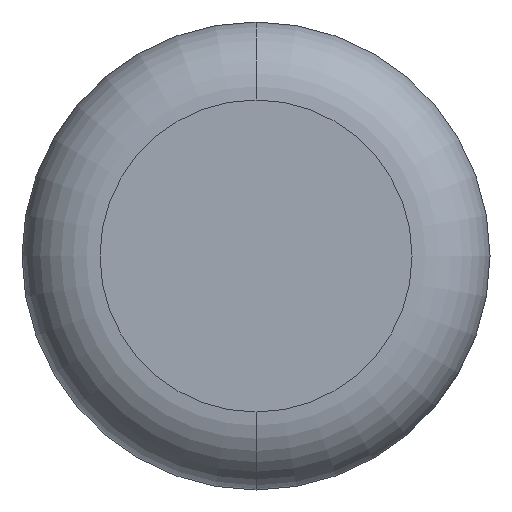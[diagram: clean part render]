
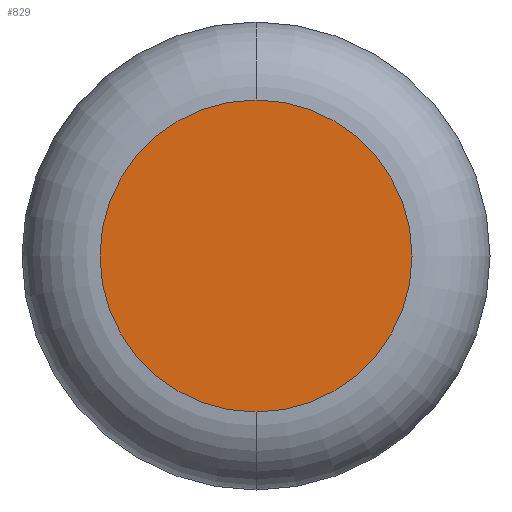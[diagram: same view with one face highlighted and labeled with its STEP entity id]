
A CAD part, front view. The second image highlights one B-rep face of the part: STEP entity #829.
In plain terms, the highlighted planar face has unit normal (0, -1, 0).
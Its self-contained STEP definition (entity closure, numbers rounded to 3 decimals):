
#46 = CIRCLE ( 'NONE', #518, 20. ) ;
#54 = AXIS2_PLACEMENT_3D ( 'NONE', #210, #402, #997 ) ;
#87 = VERTEX_POINT ( 'NONE', #770 ) ;
#182 = CARTESIAN_POINT ( 'NONE',  ( 0., 0., 0. ) ) ;
#192 = DIRECTION ( 'NONE',  ( 0., 0., 1. ) ) ;
#210 = CARTESIAN_POINT ( 'NONE',  ( 0., 0., 0. ) ) ;
#225 = CIRCLE ( 'NONE', #528, 20. ) ;
#263 = EDGE_CURVE ( 'NONE', #87, #712, #46, .T. ) ;
#402 = DIRECTION ( 'NONE',  ( 0., 1., 0. ) ) ;
#478 = FACE_OUTER_BOUND ( 'NONE', #821, .T. ) ;
#518 = AXIS2_PLACEMENT_3D ( 'NONE', #888, #740, #192 ) ;
#528 = AXIS2_PLACEMENT_3D ( 'NONE', #182, #871, #782 ) ;
#668 = ORIENTED_EDGE ( 'NONE', *, *, #263, .T. ) ;
#706 = ORIENTED_EDGE ( 'NONE', *, *, #975, .T. ) ;
#712 = VERTEX_POINT ( 'NONE', #796 ) ;
#740 = DIRECTION ( 'NONE',  ( 0., -1., 0. ) ) ;
#770 = CARTESIAN_POINT ( 'NONE',  ( 0., 0., 20. ) ) ;
#782 = DIRECTION ( 'NONE',  ( 0., 0., 1. ) ) ;
#796 = CARTESIAN_POINT ( 'NONE',  ( 0., 0., -20. ) ) ;
#821 = EDGE_LOOP ( 'NONE', ( #668, #706 ) ) ;
#829 = ADVANCED_FACE ( 'NONE', ( #478 ), #843, .F. ) ;
#843 = PLANE ( 'NONE',  #54 ) ;
#871 = DIRECTION ( 'NONE',  ( 0., -1., 0. ) ) ;
#888 = CARTESIAN_POINT ( 'NONE',  ( 0., 0., 0. ) ) ;
#975 = EDGE_CURVE ( 'NONE', #712, #87, #225, .T. ) ;
#997 = DIRECTION ( 'NONE',  ( 0., 0., 1. ) ) ;
